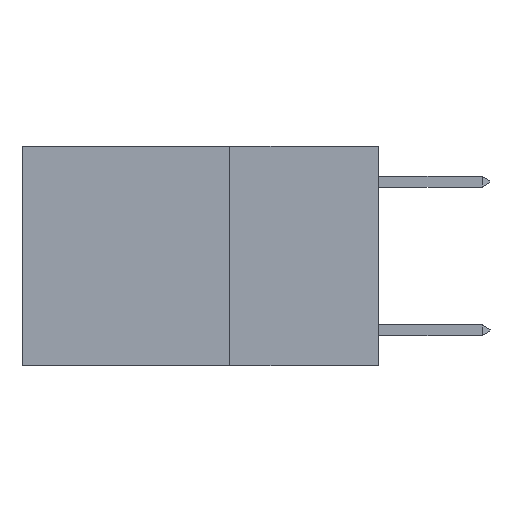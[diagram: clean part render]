
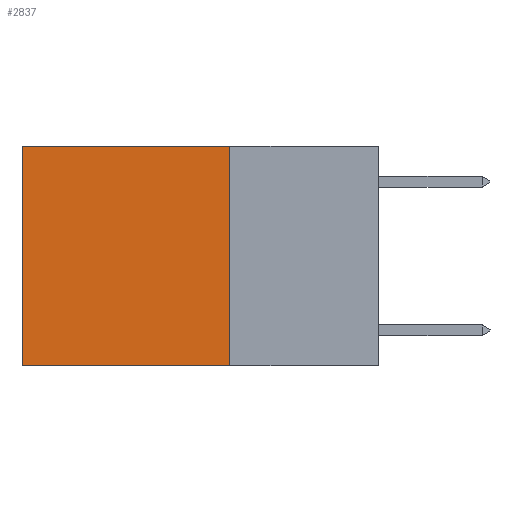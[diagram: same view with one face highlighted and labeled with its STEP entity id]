
A CAD part, left-side view. The second image highlights one B-rep face of the part: STEP entity #2837.
In plain terms, the highlighted planar face has unit normal (-1, 0, 0).
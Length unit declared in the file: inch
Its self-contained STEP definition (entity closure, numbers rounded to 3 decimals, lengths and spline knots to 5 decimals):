
#82 = LINE ( 'NONE', #6251, #5324 ) ;
#869 = ORIENTED_EDGE ( 'NONE', *, *, #8204, .T. ) ;
#888 = DIRECTION ( 'NONE',  ( 0., 0., -1. ) ) ;
#1009 = EDGE_CURVE ( 'NONE', #1812, #2556, #10441, .T. ) ;
#1319 = VERTEX_POINT ( 'NONE', #8406 ) ;
#1342 = ORIENTED_EDGE ( 'NONE', *, *, #2297, .F. ) ;
#1357 = VECTOR ( 'NONE', #2393, 39.37008 ) ;
#1812 = VERTEX_POINT ( 'NONE', #10283 ) ;
#2297 = EDGE_CURVE ( 'NONE', #1319, #1812, #8647, .T. ) ;
#2393 = DIRECTION ( 'NONE',  ( 0., 0., -1. ) ) ;
#2528 = DIRECTION ( 'NONE',  ( 0., 1., 0. ) ) ;
#2556 = VERTEX_POINT ( 'NONE', #10705 ) ;
#2837 = ADVANCED_FACE ( 'NONE', ( #5005 ), #5755, .F. ) ;
#3274 = EDGE_LOOP ( 'NONE', ( #869, #8776, #1342, #10442 ) ) ;
#3875 = AXIS2_PLACEMENT_3D ( 'NONE', #11411, #6592, #888 ) ;
#5005 = FACE_OUTER_BOUND ( 'NONE', #3274, .T. ) ;
#5324 = VECTOR ( 'NONE', #2528, 39.37008 ) ;
#5466 = CARTESIAN_POINT ( 'NONE',  ( 0.2625, 0.6, 0. ) ) ;
#5504 = CARTESIAN_POINT ( 'NONE',  ( 0.2625, 0.25, -0.37 ) ) ;
#5755 = PLANE ( 'NONE',  #3875 ) ;
#5831 = VECTOR ( 'NONE', #8822, 39.37008 ) ;
#6251 = CARTESIAN_POINT ( 'NONE',  ( 0.2625, 0.25, 0. ) ) ;
#6592 = DIRECTION ( 'NONE',  ( 1., 0., 0. ) ) ;
#8174 = EDGE_CURVE ( 'NONE', #1319, #8291, #82, .T. ) ;
#8204 = EDGE_CURVE ( 'NONE', #8291, #2556, #11318, .T. ) ;
#8291 = VERTEX_POINT ( 'NONE', #5466 ) ;
#8406 = CARTESIAN_POINT ( 'NONE',  ( 0.2625, 0.25, 0. ) ) ;
#8647 = LINE ( 'NONE', #10270, #1357 ) ;
#8776 = ORIENTED_EDGE ( 'NONE', *, *, #1009, .F. ) ;
#8822 = DIRECTION ( 'NONE',  ( 0., 1., 0. ) ) ;
#9528 = CARTESIAN_POINT ( 'NONE',  ( 0.2625, 0.6, 0. ) ) ;
#9731 = VECTOR ( 'NONE', #11096, 39.37008 ) ;
#10270 = CARTESIAN_POINT ( 'NONE',  ( 0.2625, 0.25, 0. ) ) ;
#10283 = CARTESIAN_POINT ( 'NONE',  ( 0.2625, 0.25, -0.37 ) ) ;
#10441 = LINE ( 'NONE', #5504, #5831 ) ;
#10442 = ORIENTED_EDGE ( 'NONE', *, *, #8174, .T. ) ;
#10705 = CARTESIAN_POINT ( 'NONE',  ( 0.2625, 0.6, -0.37 ) ) ;
#11096 = DIRECTION ( 'NONE',  ( 0., 0., -1. ) ) ;
#11318 = LINE ( 'NONE', #9528, #9731 ) ;
#11411 = CARTESIAN_POINT ( 'NONE',  ( 0.2625, 0.25, 0. ) ) ;
